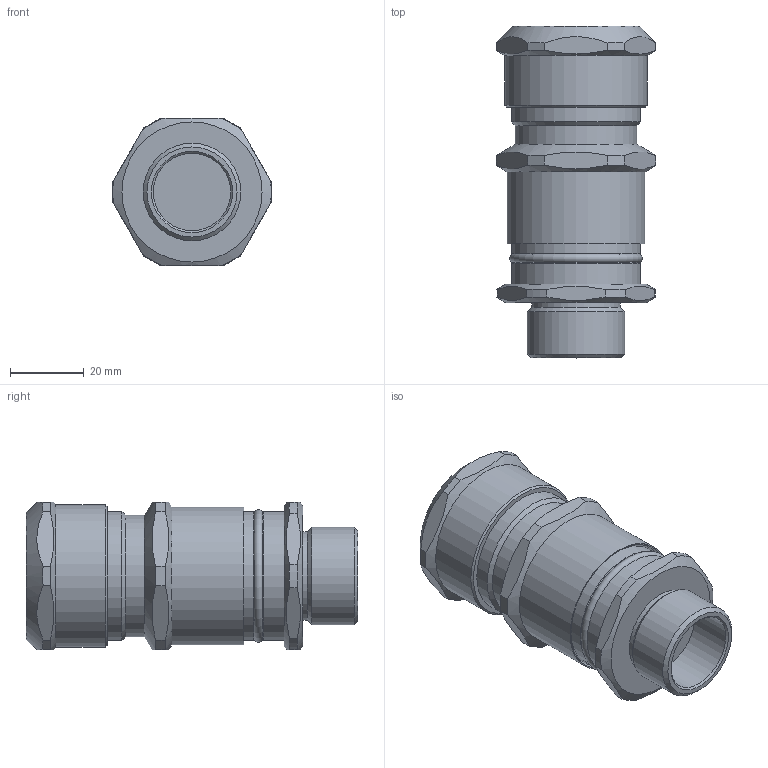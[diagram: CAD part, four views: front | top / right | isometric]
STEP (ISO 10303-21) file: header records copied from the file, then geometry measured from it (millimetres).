
FILE_DESCRIPTION(/* description */ ('ВКБ3-НС-G3/4-20-26'),/* implementation_level */ '2;1');
FILE_NAME(/* name */ '',/* time_stamp */ '2025-07-08T11:04:04+07:00',/* author */ ('zeta-86'),/* organization */ (''),/* preprocessor_version */ 'ST-DEVELOPER v19.2',/* originating_system */ 'Autodesk Inventor 2024',/* authorisation */ '');
FILE_SCHEMA (('AUTOMOTIVE_DESIGN { 1 0 10303 214 3 1 1 }'));
Length unit declared in the file: millimetre
Products named in the file (1): zeta34618
Bounding box: 43.19 x 90 x 40 mm (x, y, z)
Volume: 86125.4 mm3; surface area: 14937.1 mm2
Topology: 1 solids, 1 shells, 71 faces, 173 edges, 111 vertices
Faces by surface type: plane 39, cylinder 16, cone 14, torus 2
Full cylindrical faces by diameter (mm): 21 x1, 24.041 x1, 26.441 x1, 26.5 x1, 33 x1, 35 x3, 37.4 x1, 38.6 x1
Entity records: 2051 total; most frequent: CARTESIAN_POINT 484, ORIENTED_EDGE 346, DIRECTION 302, EDGE_CURVE 173, AXIS2_PLACEMENT_3D 121, VERTEX_POINT 111, EDGE_LOOP 78, FACE_OUTER_BOUND 71
